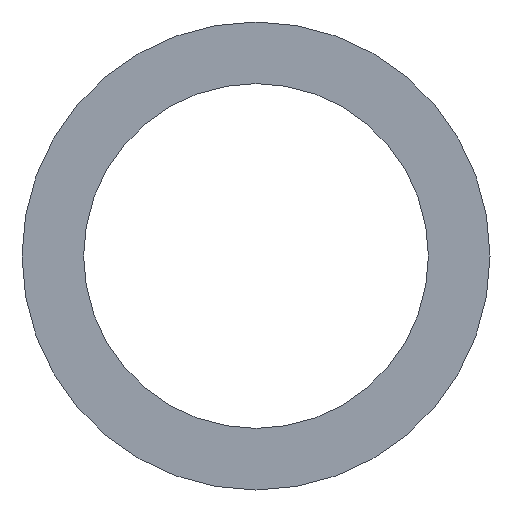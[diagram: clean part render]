
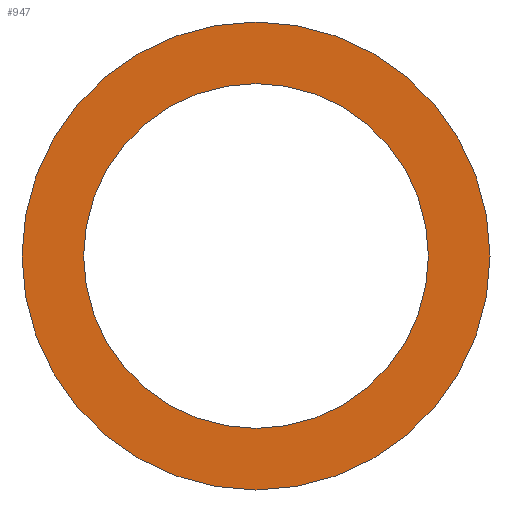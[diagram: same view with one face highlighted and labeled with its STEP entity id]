
A CAD part, left-side view. The second image highlights one B-rep face of the part: STEP entity #947.
In plain terms, the highlighted planar face has unit normal (-1, 0, 0).
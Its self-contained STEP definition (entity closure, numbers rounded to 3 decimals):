
#11 = CIRCLE ( 'NONE', #59, 47.5 ) ;
#17 = VERTEX_POINT ( 'NONE', #1456 ) ;
#59 = AXIS2_PLACEMENT_3D ( 'NONE', #321, #911, #1015 ) ;
#72 = DIRECTION ( 'NONE',  ( -1., 0., 0. ) ) ;
#78 = ORIENTED_EDGE ( 'NONE', *, *, #1028, .T. ) ;
#150 = DIRECTION ( 'NONE',  ( 0., 0., 1. ) ) ;
#160 = CARTESIAN_POINT ( 'NONE',  ( -6., 35., 0. ) ) ;
#171 = DIRECTION ( 'NONE',  ( -1., 0., 0. ) ) ;
#180 = CARTESIAN_POINT ( 'NONE',  ( -6., 0., 0. ) ) ;
#221 = ORIENTED_EDGE ( 'NONE', *, *, #1201, .F. ) ;
#233 = FACE_BOUND ( 'NONE', #1035, .T. ) ;
#307 = DIRECTION ( 'NONE',  ( 0., 0., 1. ) ) ;
#321 = CARTESIAN_POINT ( 'NONE',  ( -6., 0., 0. ) ) ;
#432 = VERTEX_POINT ( 'NONE', #872 ) ;
#489 = EDGE_CURVE ( 'NONE', #762, #17, #11, .T. ) ;
#507 = PLANE ( 'NONE',  #834 ) ;
#708 = CARTESIAN_POINT ( 'NONE',  ( -6., 0., -35. ) ) ;
#746 = VERTEX_POINT ( 'NONE', #708 ) ;
#754 = EDGE_CURVE ( 'NONE', #432, #746, #831, .T. ) ;
#762 = VERTEX_POINT ( 'NONE', #1380 ) ;
#831 = CIRCLE ( 'NONE', #1018, 35. ) ;
#834 = AXIS2_PLACEMENT_3D ( 'NONE', #160, #835, #945 ) ;
#835 = DIRECTION ( 'NONE',  ( 1., 0., 0. ) ) ;
#862 = CIRCLE ( 'NONE', #1214, 47.5 ) ;
#872 = CARTESIAN_POINT ( 'NONE',  ( -6., 0., 35. ) ) ;
#911 = DIRECTION ( 'NONE',  ( -1., 0., 0. ) ) ;
#944 = AXIS2_PLACEMENT_3D ( 'NONE', #964, #72, #1064 ) ;
#945 = DIRECTION ( 'NONE',  ( 0., 0., -1. ) ) ;
#947 = ADVANCED_FACE ( 'NONE', ( #233, #1387 ), #507, .F. ) ;
#964 = CARTESIAN_POINT ( 'NONE',  ( -6., 0., 0. ) ) ;
#1015 = DIRECTION ( 'NONE',  ( 0., 0., 1. ) ) ;
#1018 = AXIS2_PLACEMENT_3D ( 'NONE', #1283, #1385, #150 ) ;
#1028 = EDGE_CURVE ( 'NONE', #17, #762, #862, .T. ) ;
#1035 = EDGE_LOOP ( 'NONE', ( #1291, #221 ) ) ;
#1064 = DIRECTION ( 'NONE',  ( 0., 0., 1. ) ) ;
#1201 = EDGE_CURVE ( 'NONE', #746, #432, #1411, .T. ) ;
#1214 = AXIS2_PLACEMENT_3D ( 'NONE', #180, #171, #307 ) ;
#1247 = ORIENTED_EDGE ( 'NONE', *, *, #489, .T. ) ;
#1283 = CARTESIAN_POINT ( 'NONE',  ( -6., 0., 0. ) ) ;
#1284 = EDGE_LOOP ( 'NONE', ( #1247, #78 ) ) ;
#1291 = ORIENTED_EDGE ( 'NONE', *, *, #754, .F. ) ;
#1380 = CARTESIAN_POINT ( 'NONE',  ( -6., 0., 47.5 ) ) ;
#1385 = DIRECTION ( 'NONE',  ( -1., 0., 0. ) ) ;
#1387 = FACE_OUTER_BOUND ( 'NONE', #1284, .T. ) ;
#1411 = CIRCLE ( 'NONE', #944, 35. ) ;
#1456 = CARTESIAN_POINT ( 'NONE',  ( -6., 0., -47.5 ) ) ;
